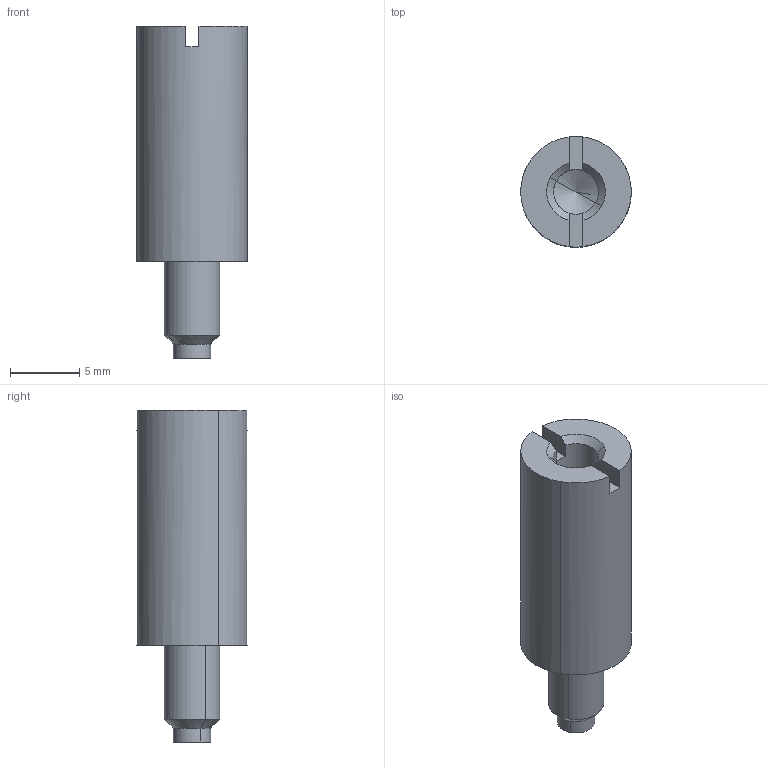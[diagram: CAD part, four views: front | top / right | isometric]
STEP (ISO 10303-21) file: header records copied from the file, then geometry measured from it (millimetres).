
FILE_DESCRIPTION(('CATIA V5R24 STEP','CAx-IF Rec.Pracs.--- Model Styling and Organization---1.2---2011-12-15'),'2;1');
FILE_NAME ('035111-1_1', '2018-08-27T13:52:19+00:00', ('Weidmueller Interface'), ('Weidmueller'), 'CATIA Version 5-6 Release 2014 SP4 HF52', 'CATIA V5 STEP AP214', 'none');
FILE_SCHEMA(('AUTOMOTIVE_DESIGN { 1 0 10303 214 1 1 1 1 }'));
Length unit declared in the file: millimetre
Products named in the file (1): 0123500000
Bounding box: 8 x 8 x 24 mm (x, y, z)
Volume: 802.7 mm3; surface area: 761.2 mm2
Topology: 1 solids, 1 shells, 26 faces, 64 edges, 39 vertices
Faces by surface type: plane 10, cone 8, cylinder 8
Entity records: 716 total; most frequent: CARTESIAN_POINT 138, ORIENTED_EDGE 124, DIRECTION 90, EDGE_CURVE 62, AXIS2_PLACEMENT_3D 45, VERTEX_POINT 39, VECTOR 30, LINE 30
